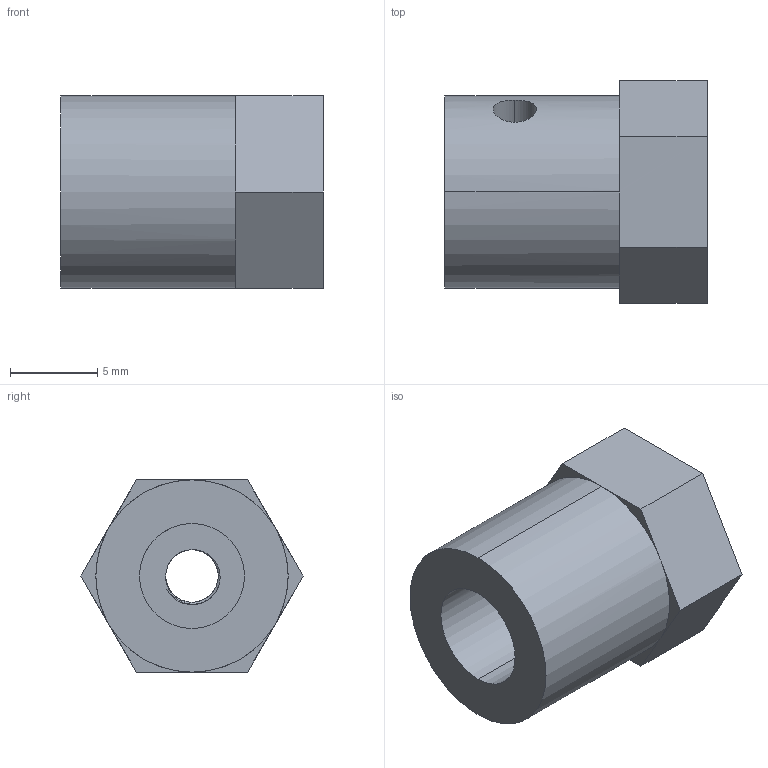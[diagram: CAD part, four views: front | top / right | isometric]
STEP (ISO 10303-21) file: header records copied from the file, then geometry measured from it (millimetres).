
FILE_DESCRIPTION (( 'STEP AP203' ), '1' );
FILE_NAME ('Felni_vivo_elem_Default_sldprt.STEP', '2024-05-06T01:20:17', ( '' ), ( '' ), 'SwSTEP 2.0', 'SolidWorks 2021', '' );
FILE_SCHEMA (( 'CONFIG_CONTROL_DESIGN' ));
Length unit declared in the file: millimetre
Products named in the file (1): Felni_vivo_elem_Default_sldprt
Bounding box: 15 x 12.7 x 11 mm (x, y, z)
Volume: 1099.5 mm3; surface area: 1014.5 mm2
Topology: 1 solids, 1 shells, 50 faces, 137 edges, 90 vertices
Faces by surface type: cylinder 31, plane 16, bspline 3
Entity records: 3024 total; most frequent: CARTESIAN_POINT 1842, ORIENTED_EDGE 274, DIRECTION 184, EDGE_CURVE 137, VERTEX_POINT 90, AXIS2_PLACEMENT_3D 63, LINE 58, VECTOR 58
